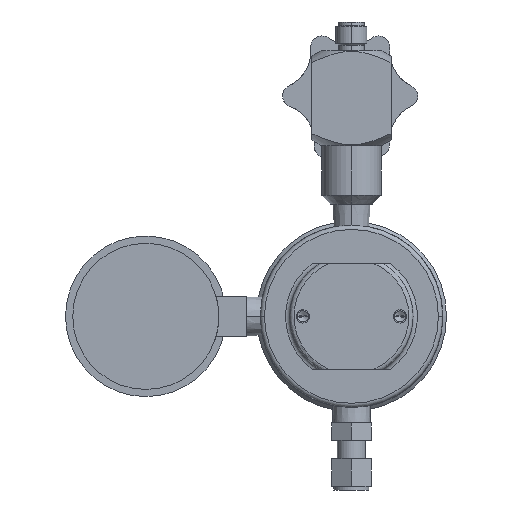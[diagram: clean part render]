
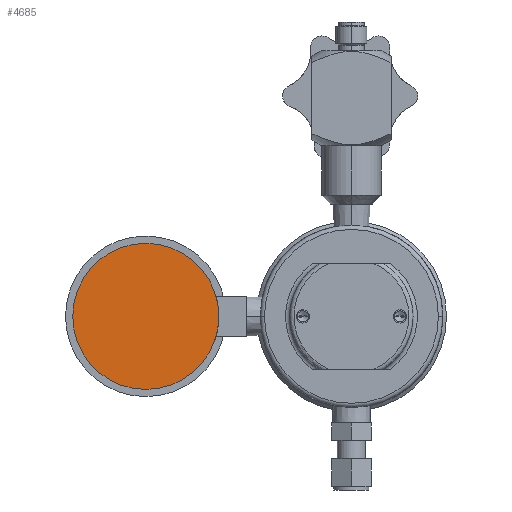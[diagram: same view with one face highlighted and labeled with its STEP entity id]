
A CAD part, front view. The second image highlights one B-rep face of the part: STEP entity #4685.
In plain terms, the highlighted face is planar.
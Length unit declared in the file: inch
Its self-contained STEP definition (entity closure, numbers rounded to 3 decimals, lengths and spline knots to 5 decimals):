
#4348=CARTESIAN_POINT('',(0.61,0.,0.));
#4349=DIRECTION('',(1.,0.,0.));
#4350=DIRECTION('',(0.,1.,0.));
#4351=AXIS2_PLACEMENT_3D('',#4348,#4349,#4350);
#4353=CARTESIAN_POINT('',(0.61,0.,0.));
#4354=DIRECTION('',(1.,0.,0.));
#4355=DIRECTION('',(0.,-1.,0.));
#4356=AXIS2_PLACEMENT_3D('',#4353,#4354,#4355);
#4470=CARTESIAN_POINT('',(0.61,1.0375,0.));
#4472=VERTEX_POINT('',#4470);
#4488=CARTESIAN_POINT('',(0.61,-1.0375,0.));
#4489=VERTEX_POINT('',#4488);
#4676=CARTESIAN_POINT('',(0.61,0.51875,0.));
#4677=DIRECTION('',(1.,0.,0.));
#4678=DIRECTION('',(0.,0.,-1.));
#4679=AXIS2_PLACEMENT_3D('',#4676,#4677,#4678);
#4680=PLANE('',#4679);
#4681=ORIENTED_EDGE('',*,*,#4645,.F.);
#4682=ORIENTED_EDGE('',*,*,#4671,.F.);
#4683=EDGE_LOOP('',(#4681,#4682));
#4684=FACE_OUTER_BOUND('',#4683,.F.);
#4685=ADVANCED_FACE('',(#4684),#4680,.T.);
#4352=CIRCLE('',#4351,1.0375);
#4357=CIRCLE('',#4356,1.0375);
#4645=EDGE_CURVE('',#4472,#4489,#4352,.T.);
#4671=EDGE_CURVE('',#4489,#4472,#4357,.T.);
